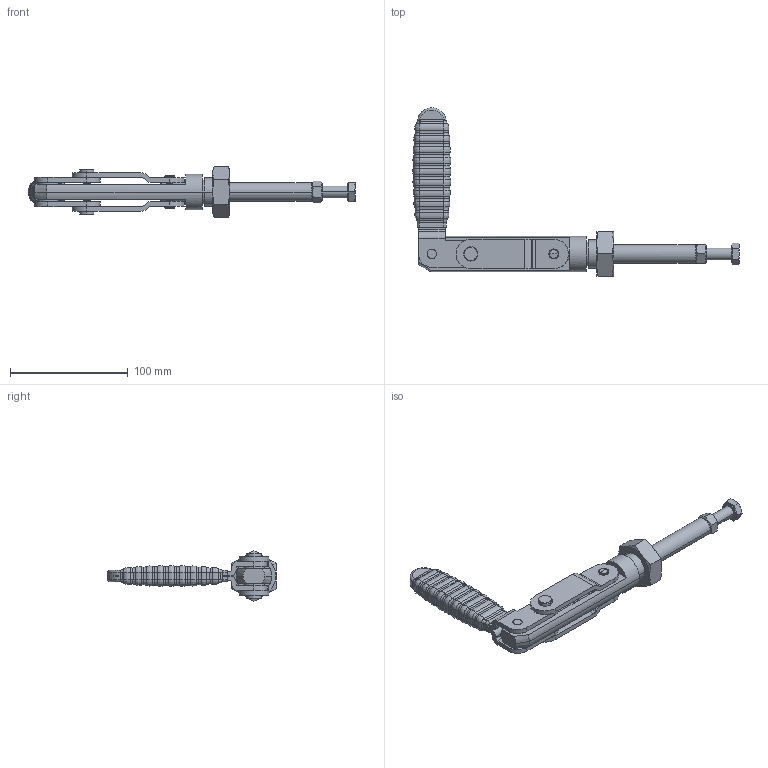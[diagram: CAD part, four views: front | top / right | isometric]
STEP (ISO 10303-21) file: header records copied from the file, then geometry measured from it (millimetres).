
FILE_DESCRIPTION((''),'2;1');
FILE_NAME('CP46.stp','2009-10-27T15:44:01',('David'),(''),'Autodesk Inventor 8','Autodesk Inventor 8','');
FILE_SCHEMA(('AUTOMOTIVE_DESIGN { 1 0 10303 214 1 1 1 1 }'));
Length unit declared in the file: millimetre
Products named in the file (8): CP46; CP46 BODY; CP46 HANDLE ASSEMBLY; CP46 LINK ASSEMBLY; CP46 CP60 THEORETICAL PISTON; DIN 934 - M24 x 1.5; ISO 4017 -  M10 x 50; ISO 4032 - M10
Assembly tree (7 placements, depth 2):
  CP46
    CP46 BODY
    CP46 HANDLE ASSEMBLY
    CP46 LINK ASSEMBLY
    CP46 CP60 THEORETICAL PISTON
    DIN 934 - M24 x 1.5
    ISO 4017 -  M10 x 50
    ISO 4032 - M10
Bounding box: 276.63 x 142.58 x 43.3 mm (x, y, z)
Volume: 154092.6 mm3; surface area: 64665.2 mm2
Topology: 7 solids, 7 shells, 479 faces, 1145 edges, 690 vertices
Faces by surface type: cylinder 188, bspline 147, plane 84, cone 48, torus 10, sphere 2
Entity records: 17559 total; most frequent: CARTESIAN_POINT 6488, DIRECTION 2426, ORIENTED_EDGE 2270, EDGE_CURVE 1135, AXIS2_PLACEMENT_3D 1014, VERTEX_POINT 690, CIRCLE 667, EDGE_LOOP 517
